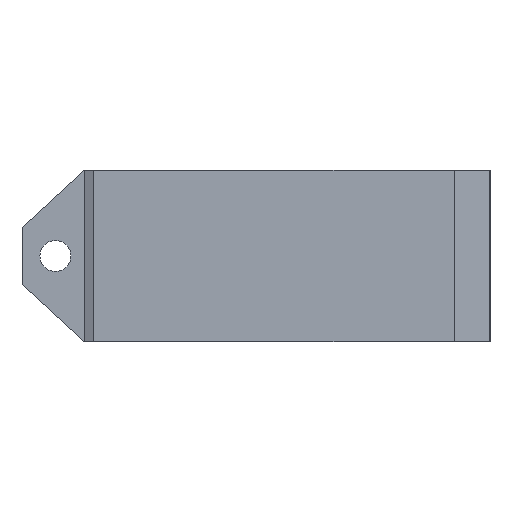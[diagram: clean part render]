
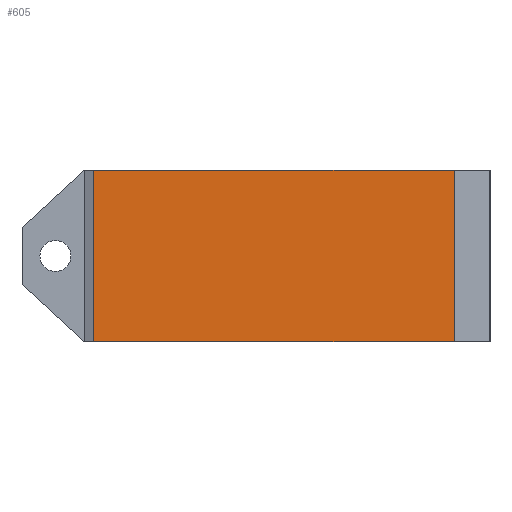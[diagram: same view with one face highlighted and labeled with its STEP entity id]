
A CAD part, left-side view. The second image highlights one B-rep face of the part: STEP entity #605.
In plain terms, the highlighted planar face has unit normal (-1, 0, 0).
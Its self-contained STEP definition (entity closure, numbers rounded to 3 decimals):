
#65=FACE_OUTER_BOUND('',#105,.T.);
#105=EDGE_LOOP('',(#519,#520,#521,#522));
#174=LINE('',#978,#246);
#176=LINE('',#982,#248);
#177=LINE('',#984,#249);
#178=LINE('',#985,#250);
#246=VECTOR('',#809,10.);
#248=VECTOR('',#813,10.);
#249=VECTOR('',#814,10.);
#250=VECTOR('',#815,10.);
#301=VERTEX_POINT('',#975);
#302=VERTEX_POINT('',#977);
#303=VERTEX_POINT('',#981);
#304=VERTEX_POINT('',#983);
#378=EDGE_CURVE('',#301,#302,#174,.T.);
#380=EDGE_CURVE('',#301,#303,#176,.T.);
#381=EDGE_CURVE('',#303,#304,#177,.T.);
#382=EDGE_CURVE('',#304,#302,#178,.T.);
#519=ORIENTED_EDGE('',*,*,#380,.T.);
#520=ORIENTED_EDGE('',*,*,#381,.T.);
#521=ORIENTED_EDGE('',*,*,#382,.T.);
#522=ORIENTED_EDGE('',*,*,#378,.F.);
#571=PLANE('',#662);
#605=ADVANCED_FACE('',(#65),#571,.F.);
#662=AXIS2_PLACEMENT_3D('',#980,#811,#812);
#809=DIRECTION('',(0.,0.,1.));
#811=DIRECTION('center_axis',(1.,0.,0.));
#812=DIRECTION('ref_axis',(0.,1.,0.));
#813=DIRECTION('',(0.,-1.,0.));
#814=DIRECTION('',(0.,0.,1.));
#815=DIRECTION('',(0.,1.,0.));
#975=CARTESIAN_POINT('',(-82.2,84.,0.));
#977=CARTESIAN_POINT('',(-82.2,84.,36.));
#978=CARTESIAN_POINT('',(-82.2,84.,0.));
#980=CARTESIAN_POINT('Origin',(-82.2,8.5,0.));
#981=CARTESIAN_POINT('',(-82.2,8.5,0.));
#982=CARTESIAN_POINT('',(-82.2,99.,0.));
#983=CARTESIAN_POINT('',(-82.2,8.5,36.));
#984=CARTESIAN_POINT('',(-82.2,8.5,0.));
#985=CARTESIAN_POINT('',(-82.2,99.,36.));
